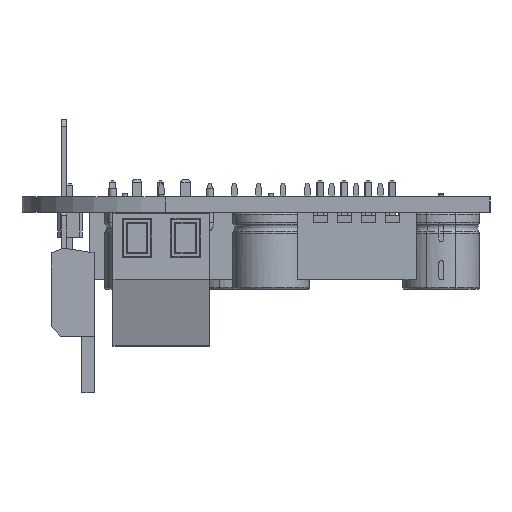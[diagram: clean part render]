
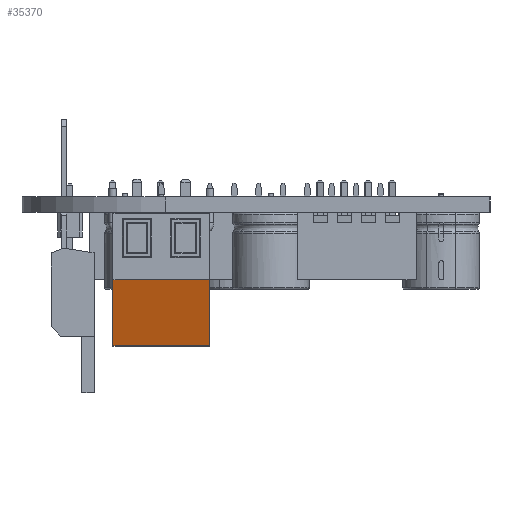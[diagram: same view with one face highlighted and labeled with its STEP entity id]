
A CAD part, left-side view. The second image highlights one B-rep face of the part: STEP entity #35370.
In plain terms, the highlighted face is planar.
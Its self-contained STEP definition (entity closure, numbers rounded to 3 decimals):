
#35370 = ADVANCED_FACE('',(#35371),#35385,.T.);
#35371 = FACE_BOUND('',#35372,.T.);
#35372 = EDGE_LOOP('',(#35373,#35408,#35436,#35464));
#35373 = ORIENTED_EDGE('',*,*,#35374,.T.);
#35374 = EDGE_CURVE('',#35375,#35377,#35379,.T.);
#35375 = VERTEX_POINT('',#35376);
#35376 = CARTESIAN_POINT('',(7.57,-4.4,7.));
#35377 = VERTEX_POINT('',#35378);
#35378 = CARTESIAN_POINT('',(7.57,-2.311,13.865));
#35379 = SURFACE_CURVE('',#35380,(#35384,#35396),.PCURVE_S1.);
#35380 = LINE('',#35381,#35382);
#35381 = CARTESIAN_POINT('',(7.57,-4.4,7.));
#35382 = VECTOR('',#35383,1.);
#35383 = DIRECTION('',(0.,0.291,0.957));
#35384 = PCURVE('',#35385,#35390);
#35385 = PLANE('',#35386);
#35386 = AXIS2_PLACEMENT_3D('',#35387,#35388,#35389);
#35387 = CARTESIAN_POINT('',(-2.54,-4.4,7.));
#35388 = DIRECTION('',(0.,-0.957,0.291));
#35389 = DIRECTION('',(0.,0.291,0.957));
#35390 = DEFINITIONAL_REPRESENTATION('',(#35391),#35395);
#35391 = LINE('',#35392,#35393);
#35392 = CARTESIAN_POINT('',(0.,-10.11));
#35393 = VECTOR('',#35394,1.);
#35394 = DIRECTION('',(1.,0.));
#35395 = ( GEOMETRIC_REPRESENTATION_CONTEXT(2) 
PARAMETRIC_REPRESENTATION_CONTEXT() REPRESENTATION_CONTEXT('2D SPACE',''
  ) );
#35396 = PCURVE('',#35397,#35402);
#35397 = CYLINDRICAL_SURFACE('',#35398,0.05);
#35398 = AXIS2_PLACEMENT_3D('',#35399,#35400,#35401);
#35399 = CARTESIAN_POINT('',(7.57,-4.352,6.985));
#35400 = DIRECTION('',(0.,0.291,0.957));
#35401 = DIRECTION('',(1.,0.,0.));
#35402 = DEFINITIONAL_REPRESENTATION('',(#35403),#35407);
#35403 = LINE('',#35404,#35405);
#35404 = CARTESIAN_POINT('',(4.712,0.));
#35405 = VECTOR('',#35406,1.);
#35406 = DIRECTION('',(0.,1.));
#35407 = ( GEOMETRIC_REPRESENTATION_CONTEXT(2) 
PARAMETRIC_REPRESENTATION_CONTEXT() REPRESENTATION_CONTEXT('2D SPACE',''
  ) );
#35408 = ORIENTED_EDGE('',*,*,#35409,.F.);
#35409 = EDGE_CURVE('',#35410,#35377,#35412,.T.);
#35410 = VERTEX_POINT('',#35411);
#35411 = CARTESIAN_POINT('',(-2.49,-2.311,13.865));
#35412 = SURFACE_CURVE('',#35413,(#35417,#35424),.PCURVE_S1.);
#35413 = LINE('',#35414,#35415);
#35414 = CARTESIAN_POINT('',(-2.49,-2.311,13.865));
#35415 = VECTOR('',#35416,1.);
#35416 = DIRECTION('',(1.,0.,0.));
#35417 = PCURVE('',#35385,#35418);
#35418 = DEFINITIONAL_REPRESENTATION('',(#35419),#35423);
#35419 = LINE('',#35420,#35421);
#35420 = CARTESIAN_POINT('',(7.175,-0.05));
#35421 = VECTOR('',#35422,1.);
#35422 = DIRECTION('',(0.,-1.));
#35423 = ( GEOMETRIC_REPRESENTATION_CONTEXT(2) 
PARAMETRIC_REPRESENTATION_CONTEXT() REPRESENTATION_CONTEXT('2D SPACE',''
  ) );
#35424 = PCURVE('',#35425,#35430);
#35425 = CYLINDRICAL_SURFACE('',#35426,0.05);
#35426 = AXIS2_PLACEMENT_3D('',#35427,#35428,#35429);
#35427 = CARTESIAN_POINT('',(-2.49,-2.263,13.85));
#35428 = DIRECTION('',(1.,0.,0.));
#35429 = DIRECTION('',(0.,0.,1.));
#35430 = DEFINITIONAL_REPRESENTATION('',(#35431),#35435);
#35431 = LINE('',#35432,#35433);
#35432 = CARTESIAN_POINT('',(1.275,0.));
#35433 = VECTOR('',#35434,1.);
#35434 = DIRECTION('',(0.,1.));
#35435 = ( GEOMETRIC_REPRESENTATION_CONTEXT(2) 
PARAMETRIC_REPRESENTATION_CONTEXT() REPRESENTATION_CONTEXT('2D SPACE',''
  ) );
#35436 = ORIENTED_EDGE('',*,*,#35437,.F.);
#35437 = EDGE_CURVE('',#35438,#35410,#35440,.T.);
#35438 = VERTEX_POINT('',#35439);
#35439 = CARTESIAN_POINT('',(-2.49,-4.4,7.));
#35440 = SURFACE_CURVE('',#35441,(#35445,#35452),.PCURVE_S1.);
#35441 = LINE('',#35442,#35443);
#35442 = CARTESIAN_POINT('',(-2.49,-4.4,7.));
#35443 = VECTOR('',#35444,1.);
#35444 = DIRECTION('',(0.,0.291,0.957));
#35445 = PCURVE('',#35385,#35446);
#35446 = DEFINITIONAL_REPRESENTATION('',(#35447),#35451);
#35447 = LINE('',#35448,#35449);
#35448 = CARTESIAN_POINT('',(0.,-0.05));
#35449 = VECTOR('',#35450,1.);
#35450 = DIRECTION('',(1.,0.));
#35451 = ( GEOMETRIC_REPRESENTATION_CONTEXT(2) 
PARAMETRIC_REPRESENTATION_CONTEXT() REPRESENTATION_CONTEXT('2D SPACE',''
  ) );
#35452 = PCURVE('',#35453,#35458);
#35453 = CYLINDRICAL_SURFACE('',#35454,0.05);
#35454 = AXIS2_PLACEMENT_3D('',#35455,#35456,#35457);
#35455 = CARTESIAN_POINT('',(-2.49,-4.352,6.985));
#35456 = DIRECTION('',(0.,0.291,0.957));
#35457 = DIRECTION('',(-1.,0.,0.));
#35458 = DEFINITIONAL_REPRESENTATION('',(#35459),#35463);
#35459 = LINE('',#35460,#35461);
#35460 = CARTESIAN_POINT('',(1.571,0.));
#35461 = VECTOR('',#35462,1.);
#35462 = DIRECTION('',(0.,1.));
#35463 = ( GEOMETRIC_REPRESENTATION_CONTEXT(2) 
PARAMETRIC_REPRESENTATION_CONTEXT() REPRESENTATION_CONTEXT('2D SPACE',''
  ) );
#35464 = ORIENTED_EDGE('',*,*,#35465,.T.);
#35465 = EDGE_CURVE('',#35438,#35375,#35466,.T.);
#35466 = SURFACE_CURVE('',#35467,(#35471,#35478),.PCURVE_S1.);
#35467 = LINE('',#35468,#35469);
#35468 = CARTESIAN_POINT('',(-2.54,-4.4,7.));
#35469 = VECTOR('',#35470,1.);
#35470 = DIRECTION('',(1.,0.,0.));
#35471 = PCURVE('',#35385,#35472);
#35472 = DEFINITIONAL_REPRESENTATION('',(#35473),#35477);
#35473 = LINE('',#35474,#35475);
#35474 = CARTESIAN_POINT('',(0.,0.));
#35475 = VECTOR('',#35476,1.);
#35476 = DIRECTION('',(0.,-1.));
#35477 = ( GEOMETRIC_REPRESENTATION_CONTEXT(2) 
PARAMETRIC_REPRESENTATION_CONTEXT() REPRESENTATION_CONTEXT('2D SPACE',''
  ) );
#35478 = PCURVE('',#35479,#35484);
#35479 = PLANE('',#35480);
#35480 = AXIS2_PLACEMENT_3D('',#35481,#35482,#35483);
#35481 = CARTESIAN_POINT('',(-2.54,-4.6,7.));
#35482 = DIRECTION('',(0.,0.,1.));
#35483 = DIRECTION('',(0.,1.,0.));
#35484 = DEFINITIONAL_REPRESENTATION('',(#35485),#35489);
#35485 = LINE('',#35486,#35487);
#35486 = CARTESIAN_POINT('',(0.2,0.));
#35487 = VECTOR('',#35488,1.);
#35488 = DIRECTION('',(0.,-1.));
#35489 = ( GEOMETRIC_REPRESENTATION_CONTEXT(2) 
PARAMETRIC_REPRESENTATION_CONTEXT() REPRESENTATION_CONTEXT('2D SPACE',''
  ) );
